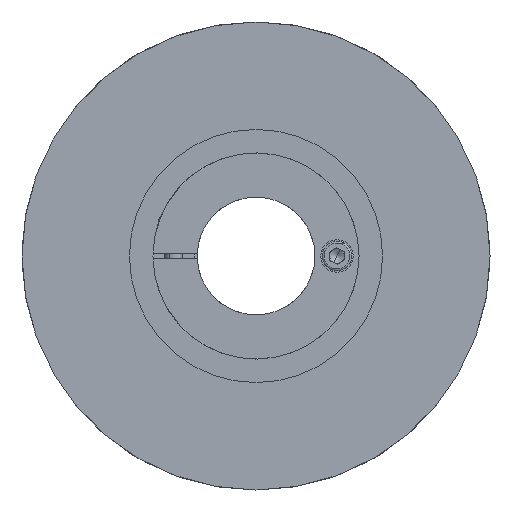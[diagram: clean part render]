
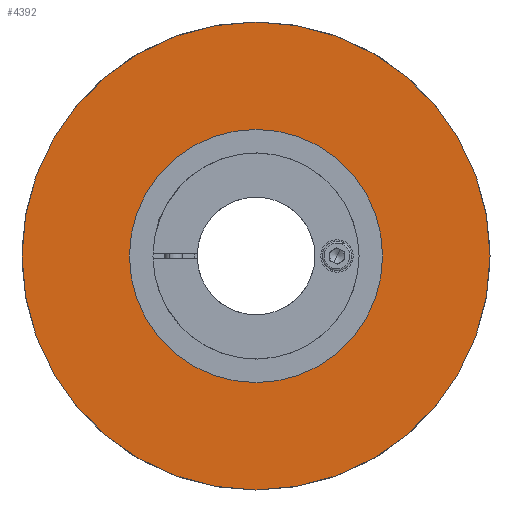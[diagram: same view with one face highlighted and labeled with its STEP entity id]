
A CAD part, left-side view. The second image highlights one B-rep face of the part: STEP entity #4392.
In plain terms, the highlighted planar face has unit normal (-1, 0, 0).
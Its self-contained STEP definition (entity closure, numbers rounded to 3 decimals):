
#97 = CARTESIAN_POINT ( 'NONE',  ( 0., 0., 0. ) ) ;
#142 = EDGE_CURVE ( 'NONE', #165, #760, #4912, .T. ) ;
#165 = VERTEX_POINT ( 'NONE', #1385 ) ;
#367 = PLANE ( 'NONE',  #1944 ) ;
#455 = FACE_BOUND ( 'NONE', #4445, .T. ) ;
#575 = CIRCLE ( 'NONE', #4182, 79.5 ) ;
#648 = AXIS2_PLACEMENT_3D ( 'NONE', #2622, #1242, #1297 ) ;
#760 = VERTEX_POINT ( 'NONE', #3576 ) ;
#934 = AXIS2_PLACEMENT_3D ( 'NONE', #4022, #2598, #2679 ) ;
#1016 = EDGE_CURVE ( 'NONE', #3753, #3391, #1280, .T. ) ;
#1242 = DIRECTION ( 'NONE',  ( -1., 0., 0. ) ) ;
#1280 = CIRCLE ( 'NONE', #648, 43. ) ;
#1297 = DIRECTION ( 'NONE',  ( 0., 0., 1. ) ) ;
#1385 = CARTESIAN_POINT ( 'NONE',  ( 0., 0., -79.5 ) ) ;
#1392 = ORIENTED_EDGE ( 'NONE', *, *, #5103, .T. ) ;
#1500 = DIRECTION ( 'NONE',  ( -1., 0., 0. ) ) ;
#1662 = ORIENTED_EDGE ( 'NONE', *, *, #1016, .F. ) ;
#1944 = AXIS2_PLACEMENT_3D ( 'NONE', #5457, #3599, #4974 ) ;
#2231 = CARTESIAN_POINT ( 'NONE',  ( 0., 0., 0. ) ) ;
#2598 = DIRECTION ( 'NONE',  ( -1., 0., 0. ) ) ;
#2622 = CARTESIAN_POINT ( 'NONE',  ( 0., 0., 0. ) ) ;
#2633 = CARTESIAN_POINT ( 'NONE',  ( 0., 0., 43. ) ) ;
#2679 = DIRECTION ( 'NONE',  ( 0., 0., 1. ) ) ;
#3009 = EDGE_CURVE ( 'NONE', #3391, #3753, #3091, .T. ) ;
#3091 = CIRCLE ( 'NONE', #4117, 43. ) ;
#3391 = VERTEX_POINT ( 'NONE', #2633 ) ;
#3534 = DIRECTION ( 'NONE',  ( -1., 0., 0. ) ) ;
#3576 = CARTESIAN_POINT ( 'NONE',  ( 0., 0., 79.5 ) ) ;
#3599 = DIRECTION ( 'NONE',  ( 1., 0., 0. ) ) ;
#3753 = VERTEX_POINT ( 'NONE', #5061 ) ;
#4022 = CARTESIAN_POINT ( 'NONE',  ( 0., 0., 0. ) ) ;
#4024 = DIRECTION ( 'NONE',  ( 0., 0., 1. ) ) ;
#4117 = AXIS2_PLACEMENT_3D ( 'NONE', #2231, #3534, #4024 ) ;
#4182 = AXIS2_PLACEMENT_3D ( 'NONE', #97, #1500, #5008 ) ;
#4392 = ADVANCED_FACE ( 'NONE', ( #455, #5311 ), #367, .F. ) ;
#4445 = EDGE_LOOP ( 'NONE', ( #5472, #1662 ) ) ;
#4912 = CIRCLE ( 'NONE', #934, 79.5 ) ;
#4974 = DIRECTION ( 'NONE',  ( 0., 0., -1. ) ) ;
#5008 = DIRECTION ( 'NONE',  ( 0., 0., 1. ) ) ;
#5061 = CARTESIAN_POINT ( 'NONE',  ( 0., 0., -43. ) ) ;
#5103 = EDGE_CURVE ( 'NONE', #760, #165, #575, .T. ) ;
#5184 = EDGE_LOOP ( 'NONE', ( #1392, #5723 ) ) ;
#5311 = FACE_OUTER_BOUND ( 'NONE', #5184, .T. ) ;
#5457 = CARTESIAN_POINT ( 'NONE',  ( 0., 0., 0. ) ) ;
#5472 = ORIENTED_EDGE ( 'NONE', *, *, #3009, .F. ) ;
#5723 = ORIENTED_EDGE ( 'NONE', *, *, #142, .T. ) ;
